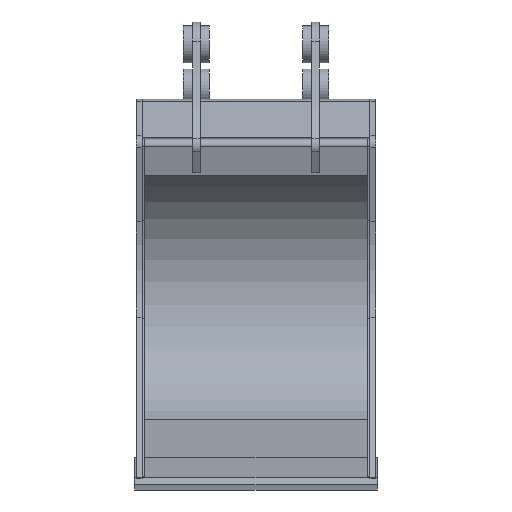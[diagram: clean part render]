
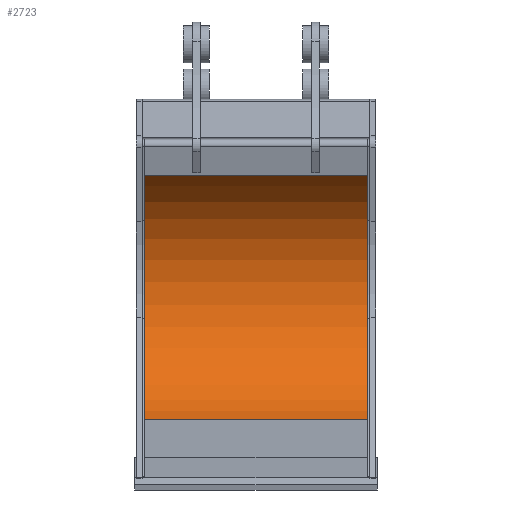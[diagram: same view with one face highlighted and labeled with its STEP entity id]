
A CAD part, left-side view. The second image highlights one B-rep face of the part: STEP entity #2723.
In plain terms, the highlighted cylindrical face has radius 357.952 mm (diameter 715.904 mm), a partial arc.
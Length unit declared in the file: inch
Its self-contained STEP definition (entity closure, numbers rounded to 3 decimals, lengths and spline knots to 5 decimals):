
#141=CIRCLE('',#2901,14.09259);
#142=CIRCLE('',#2907,14.09259);
#245=CYLINDRICAL_SURFACE('',#2911,14.09259);
#305=FACE_OUTER_BOUND('',#474,.T.);
#474=EDGE_LOOP('',(#1874,#1875,#1876,#1877));
#659=LINE('',#4094,#936);
#666=LINE('',#4109,#943);
#936=VECTOR('',#3213,23.62205);
#943=VECTOR('',#3228,23.62205);
#1208=VERTEX_POINT('',#4077);
#1214=VERTEX_POINT('',#4093);
#1216=VERTEX_POINT('',#4100);
#1218=VERTEX_POINT('',#4108);
#1461=EDGE_CURVE('',#1208,#1214,#659,.T.);
#1465=EDGE_CURVE('',#1214,#1216,#141,.T.);
#1469=EDGE_CURVE('',#1218,#1216,#666,.T.);
#1477=EDGE_CURVE('',#1218,#1208,#142,.T.);
#1874=ORIENTED_EDGE('',*,*,#1461,.F.);
#1875=ORIENTED_EDGE('',*,*,#1477,.F.);
#1876=ORIENTED_EDGE('',*,*,#1469,.T.);
#1877=ORIENTED_EDGE('',*,*,#1465,.F.);
#2723=ADVANCED_FACE('',(#305),#245,.F.);
#2901=AXIS2_PLACEMENT_3D('',#4101,#3219,#3220);
#2907=AXIS2_PLACEMENT_3D('',#4123,#3242,#3243);
#2911=AXIS2_PLACEMENT_3D('',#4132,#3252,#3253);
#3213=DIRECTION('',(0.,1.,0.));
#3219=DIRECTION('center_axis',(0.,-1.,0.));
#3220=DIRECTION('ref_axis',(0.293,0.,-0.956));
#3228=DIRECTION('',(0.,1.,0.));
#3242=DIRECTION('center_axis',(0.,1.,0.));
#3243=DIRECTION('ref_axis',(0.15,0.,0.989));
#3252=DIRECTION('center_axis',(0.,1.,0.));
#3253=DIRECTION('ref_axis',(0.15,0.,0.989));
#4077=CARTESIAN_POINT('',(3.37058,-11.81102,-17.26213));
#4093=CARTESIAN_POINT('',(3.37058,11.81102,-17.26213));
#4094=CARTESIAN_POINT('',(3.37058,0.,-17.26213));
#4100=CARTESIAN_POINT('',(1.35922,11.81102,10.1471));
#4101=CARTESIAN_POINT('Origin',(-0.75295,11.81102,-3.78631));
#4108=CARTESIAN_POINT('',(1.35922,-11.81102,10.1471));
#4109=CARTESIAN_POINT('',(1.35922,0.,10.1471));
#4123=CARTESIAN_POINT('Origin',(-0.75295,-11.81102,-3.78631));
#4132=CARTESIAN_POINT('Origin',(-0.75295,0.,-3.78631));
